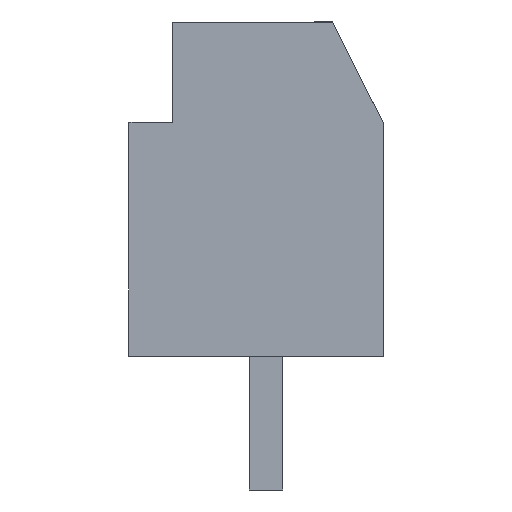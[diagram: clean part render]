
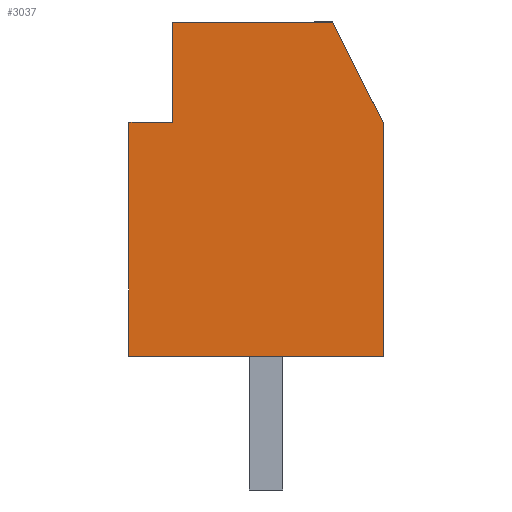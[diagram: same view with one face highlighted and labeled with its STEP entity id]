
A CAD part, left-side view. The second image highlights one B-rep face of the part: STEP entity #3037.
In plain terms, the highlighted planar face has unit normal (-1, 0, 0).
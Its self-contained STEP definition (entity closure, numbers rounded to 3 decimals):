
#2745 = EDGE_CURVE('',#2746,#2748,#2750,.T.);
#2746 = VERTEX_POINT('',#2747);
#2747 = CARTESIAN_POINT('',(-10.,0.,0.)
  );
#2748 = VERTEX_POINT('',#2749);
#2749 = CARTESIAN_POINT('',(-10.,0.,7.));
#2750 = LINE('',#2751,#2752);
#2751 = CARTESIAN_POINT('',(-10.,0.,0.)
  );
#2752 = VECTOR('',#2753,1.);
#2753 = DIRECTION('',(0.,0.,1.));
#3037 = ADVANCED_FACE('',(#3038),#3087,.T.);
#3038 = FACE_BOUND('',#3039,.T.);
#3039 = EDGE_LOOP('',(#3040,#3041,#3049,#3057,#3065,#3073,#3081));
#3040 = ORIENTED_EDGE('',*,*,#2745,.T.);
#3041 = ORIENTED_EDGE('',*,*,#3042,.T.);
#3042 = EDGE_CURVE('',#2748,#3043,#3045,.T.);
#3043 = VERTEX_POINT('',#3044);
#3044 = CARTESIAN_POINT('',(-10.,1.5,10.));
#3045 = LINE('',#3046,#3047);
#3046 = CARTESIAN_POINT('',(-10.,0.,7.));
#3047 = VECTOR('',#3048,1.);
#3048 = DIRECTION('',(0.,0.447,0.894));
#3049 = ORIENTED_EDGE('',*,*,#3050,.T.);
#3050 = EDGE_CURVE('',#3043,#3051,#3053,.T.);
#3051 = VERTEX_POINT('',#3052);
#3052 = CARTESIAN_POINT('',(-10.,6.3,10.));
#3053 = LINE('',#3054,#3055);
#3054 = CARTESIAN_POINT('',(-10.,1.5,10.));
#3055 = VECTOR('',#3056,1.);
#3056 = DIRECTION('',(0.,1.,0.));
#3057 = ORIENTED_EDGE('',*,*,#3058,.T.);
#3058 = EDGE_CURVE('',#3051,#3059,#3061,.T.);
#3059 = VERTEX_POINT('',#3060);
#3060 = CARTESIAN_POINT('',(-10.,6.3,7.));
#3061 = LINE('',#3062,#3063);
#3062 = CARTESIAN_POINT('',(-10.,6.3,10.));
#3063 = VECTOR('',#3064,1.);
#3064 = DIRECTION('',(0.,0.,-1.));
#3065 = ORIENTED_EDGE('',*,*,#3066,.T.);
#3066 = EDGE_CURVE('',#3059,#3067,#3069,.T.);
#3067 = VERTEX_POINT('',#3068);
#3068 = CARTESIAN_POINT('',(-10.,7.6,7.));
#3069 = LINE('',#3070,#3071);
#3070 = CARTESIAN_POINT('',(-10.,6.3,7.));
#3071 = VECTOR('',#3072,1.);
#3072 = DIRECTION('',(0.,1.,0.));
#3073 = ORIENTED_EDGE('',*,*,#3074,.T.);
#3074 = EDGE_CURVE('',#3067,#3075,#3077,.T.);
#3075 = VERTEX_POINT('',#3076);
#3076 = CARTESIAN_POINT('',(-10.,7.6,
    0.));
#3077 = LINE('',#3078,#3079);
#3078 = CARTESIAN_POINT('',(-10.,7.6,7.));
#3079 = VECTOR('',#3080,1.);
#3080 = DIRECTION('',(0.,0.,-1.));
#3081 = ORIENTED_EDGE('',*,*,#3082,.T.);
#3082 = EDGE_CURVE('',#3075,#2746,#3083,.T.);
#3083 = LINE('',#3084,#3085);
#3084 = CARTESIAN_POINT('',(-10.,7.6,
    0.));
#3085 = VECTOR('',#3086,1.);
#3086 = DIRECTION('',(0.,-1.,0.));
#3087 = PLANE('',#3088);
#3088 = AXIS2_PLACEMENT_3D('',#3089,#3090,#3091);
#3089 = CARTESIAN_POINT('',(-10.,3.854,4.702));
#3090 = DIRECTION('',(-1.,0.,0.));
#3091 = DIRECTION('',(0.,0.,-1.));
